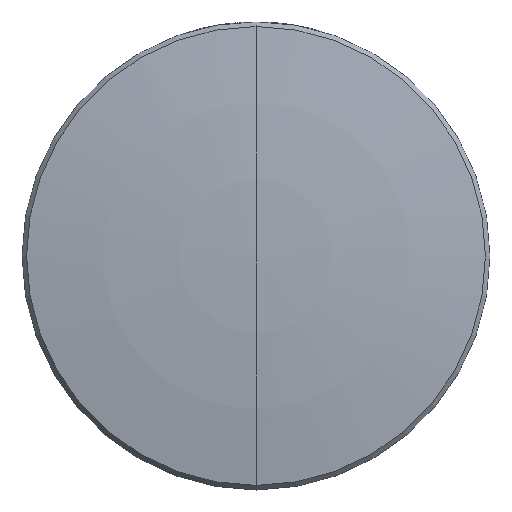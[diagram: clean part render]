
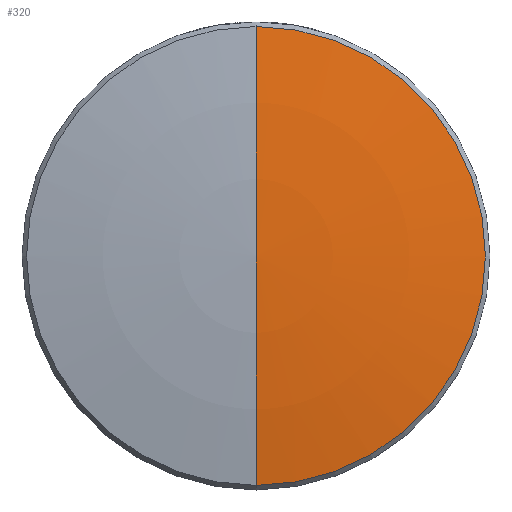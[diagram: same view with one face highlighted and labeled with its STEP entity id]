
A CAD part, top view. The second image highlights one B-rep face of the part: STEP entity #320.
In plain terms, the highlighted toroidal (fillet/blend) face has major radius 0.05 mm and minor radius 80.51 mm.
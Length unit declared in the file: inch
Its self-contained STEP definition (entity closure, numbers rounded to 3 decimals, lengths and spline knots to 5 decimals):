
#71 = CIRCLE ( 'NONE', #1226, 3.16969 ) ;
#80 = VERTEX_POINT ( 'NONE', #2095 ) ;
#101 = CARTESIAN_POINT ( 'NONE',  ( 0., 0.00197, -3.05157 ) ) ;
#123 = AXIS2_PLACEMENT_3D ( 'NONE', #101, #1164, #788 ) ;
#162 = DIRECTION ( 'NONE',  ( 0., 0., -1. ) ) ;
#165 = DIRECTION ( 'NONE',  ( 1., 0., 0. ) ) ;
#236 = EDGE_CURVE ( 'NONE', #80, #2236, #1889, .T. ) ;
#238 = ORIENTED_EDGE ( 'NONE', *, *, #1003, .T. ) ;
#255 = CIRCLE ( 'NONE', #2198, 0.49029 ) ;
#320 = ADVANCED_FACE ( 'NONE', ( #488 ), #1397, .T. ) ;
#321 = DIRECTION ( 'NONE',  ( 0., 1., 0. ) ) ;
#408 = ORIENTED_EDGE ( 'NONE', *, *, #236, .F. ) ;
#432 = DIRECTION ( 'NONE',  ( 0., 0., 1. ) ) ;
#465 = ORIENTED_EDGE ( 'NONE', *, *, #1697, .T. ) ;
#488 = FACE_OUTER_BOUND ( 'NONE', #720, .T. ) ;
#623 = DIRECTION ( 'NONE',  ( 0., 1., 0. ) ) ;
#684 = VERTEX_POINT ( 'NONE', #1383 ) ;
#691 = CARTESIAN_POINT ( 'NONE',  ( 0., 0., -3.05157 ) ) ;
#720 = EDGE_LOOP ( 'NONE', ( #408, #465, #238 ) ) ;
#788 = DIRECTION ( 'NONE',  ( 0., 0., 1. ) ) ;
#1003 = EDGE_CURVE ( 'NONE', #684, #2236, #255, .T. ) ;
#1143 = CARTESIAN_POINT ( 'NONE',  ( 0., 0., 0.08027 ) ) ;
#1164 = DIRECTION ( 'NONE',  ( -1., 0., 0. ) ) ;
#1226 = AXIS2_PLACEMENT_3D ( 'NONE', #2257, #165, #321 ) ;
#1383 = CARTESIAN_POINT ( 'NONE',  ( 0., -0.49029, 0.08027 ) ) ;
#1397 = TOROIDAL_SURFACE ( 'NONE', #2150, 0.00197, 3.16969 ) ;
#1697 = EDGE_CURVE ( 'NONE', #80, #684, #71, .T. ) ;
#1805 = CARTESIAN_POINT ( 'NONE',  ( 0., 0.49029, 0.08027 ) ) ;
#1889 = CIRCLE ( 'NONE', #123, 3.16969 ) ;
#2085 = DIRECTION ( 'NONE',  ( 0., 1., 0. ) ) ;
#2095 = CARTESIAN_POINT ( 'NONE',  ( 0., 0., 0.11811 ) ) ;
#2150 = AXIS2_PLACEMENT_3D ( 'NONE', #691, #162, #2085 ) ;
#2198 = AXIS2_PLACEMENT_3D ( 'NONE', #1143, #432, #623 ) ;
#2236 = VERTEX_POINT ( 'NONE', #1805 ) ;
#2257 = CARTESIAN_POINT ( 'NONE',  ( 0., -0.00197, -3.05157 ) ) ;
